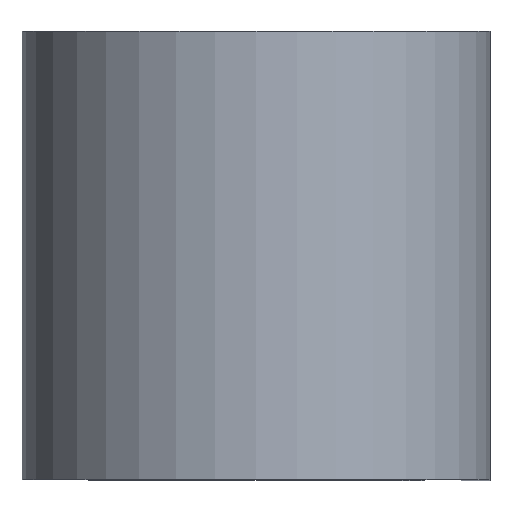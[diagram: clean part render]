
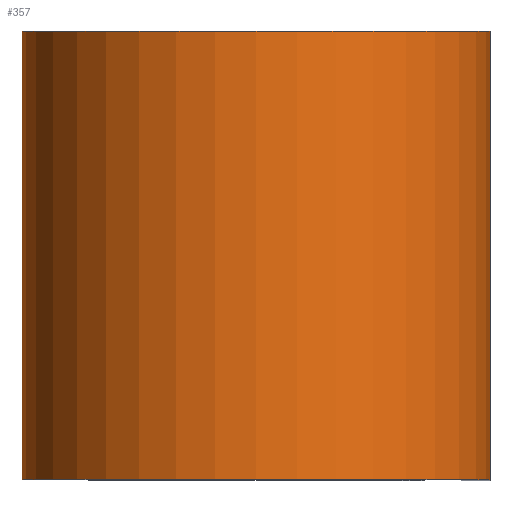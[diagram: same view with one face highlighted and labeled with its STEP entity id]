
A CAD part, top view. The second image highlights one B-rep face of the part: STEP entity #357.
In plain terms, the highlighted cylindrical face has radius 9.944 mm (diameter 19.888 mm), a partial arc.
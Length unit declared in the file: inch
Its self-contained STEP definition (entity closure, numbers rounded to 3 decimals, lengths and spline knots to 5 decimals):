
#15 = AXIS2_PLACEMENT_3D ( 'NONE', #428, #348, #142 ) ;
#20 = EDGE_CURVE ( 'NONE', #391, #292, #411, .T. ) ;
#71 = ORIENTED_EDGE ( 'NONE', *, *, #423, .T. ) ;
#74 = AXIS2_PLACEMENT_3D ( 'NONE', #446, #449, #453 ) ;
#97 = LINE ( 'NONE', #201, #107 ) ;
#107 = VECTOR ( 'NONE', #190, 39.37008 ) ;
#142 = DIRECTION ( 'NONE',  ( 0., 0., -1. ) ) ;
#147 = CIRCLE ( 'NONE', #537, 0.3915 ) ;
#152 = CYLINDRICAL_SURFACE ( 'NONE', #15, 0.3915 ) ;
#155 = FACE_OUTER_BOUND ( 'NONE', #635, .T. ) ;
#190 = DIRECTION ( 'NONE',  ( 0., -1., 0. ) ) ;
#201 = CARTESIAN_POINT ( 'NONE',  ( 0., 0.375, -0.3915 ) ) ;
#211 = VECTOR ( 'NONE', #344, 39.37008 ) ;
#218 = CARTESIAN_POINT ( 'NONE',  ( 0.3915, 0.375, 0. ) ) ;
#231 = LINE ( 'NONE', #376, #211 ) ;
#292 = VERTEX_POINT ( 'NONE', #218 ) ;
#297 = CARTESIAN_POINT ( 'NONE',  ( 0.3915, -0.375, 0. ) ) ;
#320 = EDGE_CURVE ( 'NONE', #292, #733, #231, .T. ) ;
#324 = ORIENTED_EDGE ( 'NONE', *, *, #320, .F. ) ;
#333 = VERTEX_POINT ( 'NONE', #404 ) ;
#344 = DIRECTION ( 'NONE',  ( 0., -1., 0. ) ) ;
#348 = DIRECTION ( 'NONE',  ( 0., -1., 0. ) ) ;
#357 = ADVANCED_FACE ( 'NONE', ( #155 ), #152, .T. ) ;
#376 = CARTESIAN_POINT ( 'NONE',  ( 0.3915, 0.375, 0. ) ) ;
#391 = VERTEX_POINT ( 'NONE', #463 ) ;
#404 = CARTESIAN_POINT ( 'NONE',  ( 0., -0.375, -0.3915 ) ) ;
#411 = CIRCLE ( 'NONE', #74, 0.3915 ) ;
#423 = EDGE_CURVE ( 'NONE', #333, #733, #147, .T. ) ;
#428 = CARTESIAN_POINT ( 'NONE',  ( 0., 0.375, 0. ) ) ;
#446 = CARTESIAN_POINT ( 'NONE',  ( 0., 0.375, 0. ) ) ;
#449 = DIRECTION ( 'NONE',  ( 0., 1., 0. ) ) ;
#453 = DIRECTION ( 'NONE',  ( 1., 0., 0. ) ) ;
#463 = CARTESIAN_POINT ( 'NONE',  ( 0., 0.375, -0.3915 ) ) ;
#516 = EDGE_CURVE ( 'NONE', #391, #333, #97, .T. ) ;
#537 = AXIS2_PLACEMENT_3D ( 'NONE', #575, #579, #582 ) ;
#575 = CARTESIAN_POINT ( 'NONE',  ( 0., -0.375, 0. ) ) ;
#579 = DIRECTION ( 'NONE',  ( 0., 1., 0. ) ) ;
#582 = DIRECTION ( 'NONE',  ( 1., 0., 0. ) ) ;
#635 = EDGE_LOOP ( 'NONE', ( #71, #324, #637, #714 ) ) ;
#637 = ORIENTED_EDGE ( 'NONE', *, *, #20, .F. ) ;
#714 = ORIENTED_EDGE ( 'NONE', *, *, #516, .T. ) ;
#733 = VERTEX_POINT ( 'NONE', #297 ) ;
